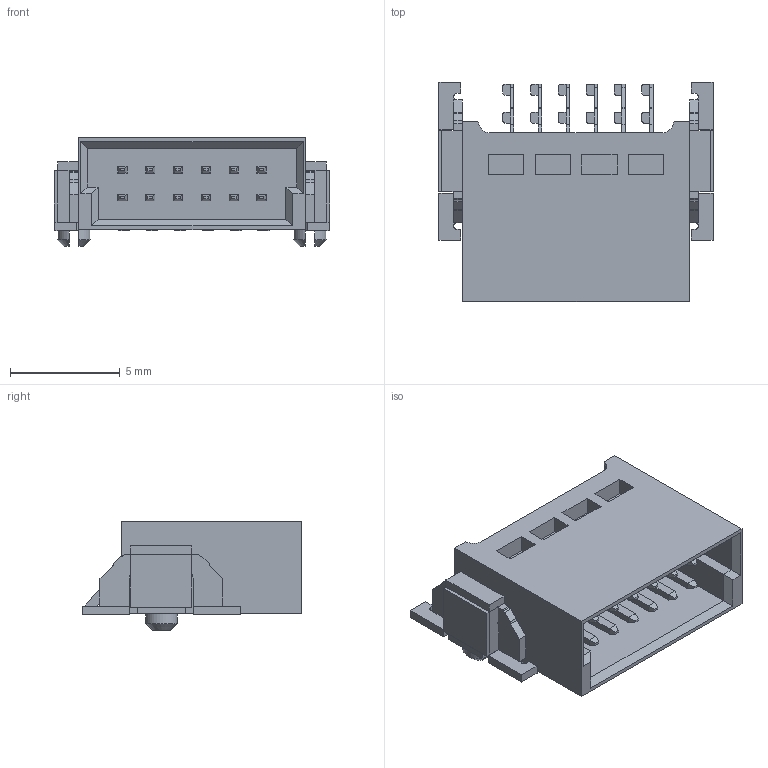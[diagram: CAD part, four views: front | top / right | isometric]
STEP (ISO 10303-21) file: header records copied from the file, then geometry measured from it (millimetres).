
FILE_DESCRIPTION((''),'2;1');
FILE_NAME('ERNI_054594.stp','2011-03-17T10:36:21',(''),(''),'Mechanical Desktop 2011','Mechanical Desktop 2011',', , ');
FILE_SCHEMA(('AUTOMOTIVE_DESIGN { 1 2 10303 214 1 1 1 1 }'));
Length unit declared in the file: millimetre
Products named in the file (1): Product
Bounding box: 12.57 x 10 x 4.95 mm (x, y, z)
Volume: 200.7 mm3; surface area: 811.6 mm2
Topology: 55 solids, 55 shells, 787 faces, 1956 edges, 1284 vertices
Faces by surface type: plane 603, cylinder 180, cone 4
Entity records: 23159 total; most frequent: CARTESIAN_POINT 4044, ORIENTED_EDGE 3912, DIRECTION 3888, EDGE_CURVE 1956, VECTOR 1584, LINE 1584, VERTEX_POINT 1284, AXIS2_PLACEMENT_3D 1152
